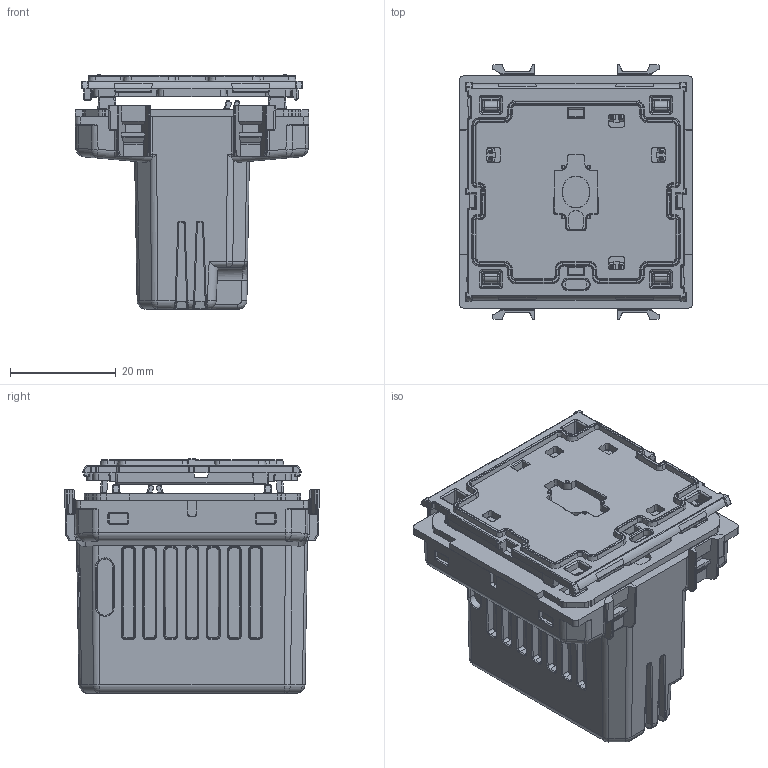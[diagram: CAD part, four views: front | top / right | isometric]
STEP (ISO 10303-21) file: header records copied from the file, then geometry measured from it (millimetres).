
FILE_DESCRIPTION(('CATIA V5 STEP Exchange','CAx-IF Rec.Pracs.--- Model Styling and Organization---1.4--- 2014-01-23'),'2;1');
FILE_NAME('GWA1202.stp','2024-02-13T13:43:17+00:00',('none'),('none'),'CATIA Version 5-6 Release 2019 SP6','CATIA V5 STEP AP214 v1','none');
FILE_SCHEMA(('AUTOMOTIVE_DESIGN { 1 0 10303 214 1 1 1 1 }'));
Products named in the file (1): GWA1202
Bounding box: 44.2 x 48.25 x 44.4 mm (x, y, z)
Volume: 42330.6 mm3; surface area: 17349.9 mm2
Topology: 2 solids, 7 shells, 2679 faces, 6743 edges, 4019 vertices
Faces by surface type: cylinder 1020, plane 993, bspline 380, cone 98, sphere 95, torus 93
Entity records: 106591 total; most frequent: CARTESIAN_POINT 49417, ORIENTED_EDGE 13276, DIRECTION 7636, EDGE_CURVE 6638, VERTEX_POINT 4019, VECTOR 3193, LINE 3193, EDGE_LOOP 2769
